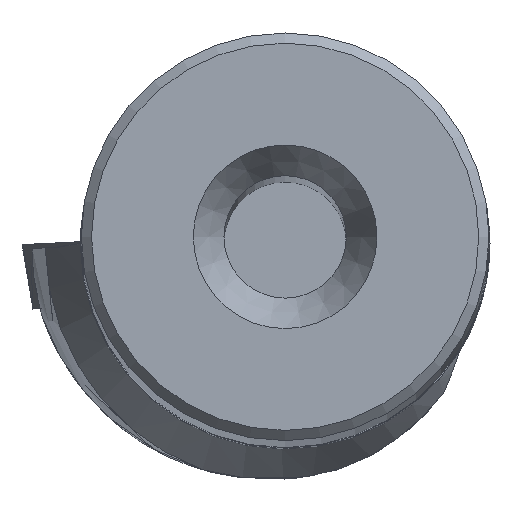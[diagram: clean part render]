
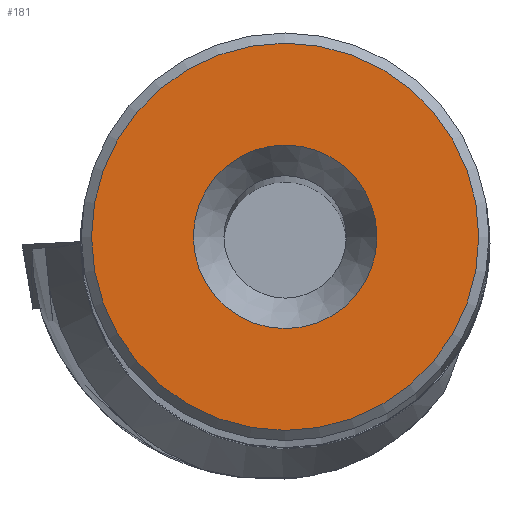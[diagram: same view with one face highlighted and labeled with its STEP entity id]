
A CAD part, top view. The second image highlights one B-rep face of the part: STEP entity #181.
In plain terms, the highlighted planar face has unit normal (0, 0, 1).
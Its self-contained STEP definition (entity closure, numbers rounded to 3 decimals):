
#181=ADVANCED_FACE('',(#305,#306),#210,.T.);
#210=PLANE('',#833);
#305=FACE_BOUND('',#355,.T.);
#306=FACE_BOUND('',#356,.T.);
#355=EDGE_LOOP('',(#477));
#356=EDGE_LOOP('',(#478));
#477=ORIENTED_EDGE('',*,*,#666,.F.);
#478=ORIENTED_EDGE('',*,*,#667,.T.);
#594=VERTEX_POINT('',#1323);
#595=VERTEX_POINT('',#1325);
#666=EDGE_CURVE('',#594,#594,#709,.T.);
#667=EDGE_CURVE('',#595,#595,#710,.T.);
#709=CIRCLE('',#831,4.5);
#710=CIRCLE('',#832,9.491);
#831=AXIS2_PLACEMENT_3D('',#1322,#988,#989);
#832=AXIS2_PLACEMENT_3D('',#1324,#990,#991);
#833=AXIS2_PLACEMENT_3D('',#1326,#992,#993);
#988=DIRECTION('',(0.,0.,1.));
#989=DIRECTION('',(1.,0.,0.));
#990=DIRECTION('',(0.,0.,1.));
#991=DIRECTION('',(1.,0.,0.));
#992=DIRECTION('',(0.,0.,1.));
#993=DIRECTION('',(1.,0.,0.));
#1322=CARTESIAN_POINT('',(0.,0.,0.));
#1323=CARTESIAN_POINT('',(4.5,0.,0.));
#1324=CARTESIAN_POINT('',(0.,0.,0.));
#1325=CARTESIAN_POINT('',(9.491,0.,0.));
#1326=CARTESIAN_POINT('',(0.,0.,0.));
